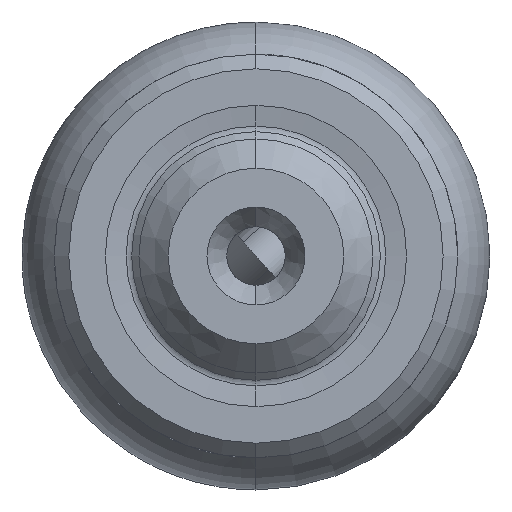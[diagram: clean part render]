
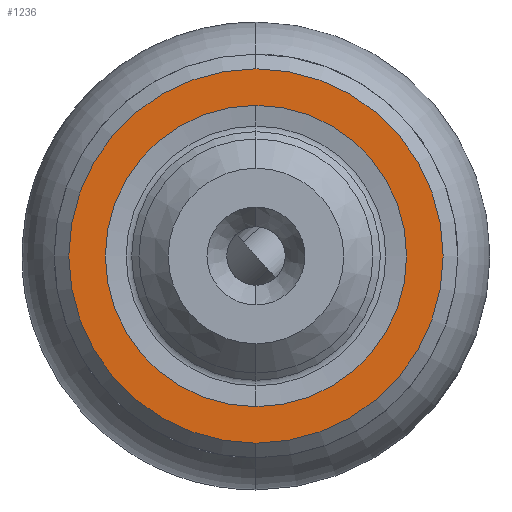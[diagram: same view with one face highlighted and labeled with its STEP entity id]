
A CAD part, left-side view. The second image highlights one B-rep face of the part: STEP entity #1236.
In plain terms, the highlighted planar face has unit normal (-1, 0, 0).
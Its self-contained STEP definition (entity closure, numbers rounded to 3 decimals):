
#23 = CARTESIAN_POINT ( 'NONE',  ( -27.1, 0., 0. ) ) ;
#30 = DIRECTION ( 'NONE',  ( 1., 0., 0. ) ) ;
#58 = ORIENTED_EDGE ( 'NONE', *, *, #2350, .F. ) ;
#68 = ORIENTED_EDGE ( 'NONE', *, *, #778, .F. ) ;
#186 = CIRCLE ( 'NONE', #410, 5.15 ) ;
#197 = CARTESIAN_POINT ( 'NONE',  ( -27.1, 0., 0. ) ) ;
#254 = CIRCLE ( 'NONE', #1823, 6.4 ) ;
#300 = EDGE_CURVE ( 'NONE', #1177, #2001, #2125, .T. ) ;
#391 = CARTESIAN_POINT ( 'NONE',  ( -27.1, 0., -5.15 ) ) ;
#410 = AXIS2_PLACEMENT_3D ( 'NONE', #23, #2414, #2317 ) ;
#730 = AXIS2_PLACEMENT_3D ( 'NONE', #2562, #2573, #1730 ) ;
#778 = EDGE_CURVE ( 'NONE', #2588, #2380, #254, .T. ) ;
#803 = DIRECTION ( 'NONE',  ( -1., 0., 0. ) ) ;
#873 = ORIENTED_EDGE ( 'NONE', *, *, #300, .T. ) ;
#894 = CARTESIAN_POINT ( 'NONE',  ( -27.1, 0., 6.4 ) ) ;
#973 = CARTESIAN_POINT ( 'NONE',  ( -27.1, 0., 5.15 ) ) ;
#1001 = CARTESIAN_POINT ( 'NONE',  ( -27.1, 6.4, 0. ) ) ;
#1019 = FACE_OUTER_BOUND ( 'NONE', #1625, .T. ) ;
#1099 = AXIS2_PLACEMENT_3D ( 'NONE', #1433, #2672, #2679 ) ;
#1146 = PLANE ( 'NONE',  #1734 ) ;
#1177 = VERTEX_POINT ( 'NONE', #973 ) ;
#1236 = ADVANCED_FACE ( 'NONE', ( #2176, #1019 ), #1146, .T. ) ;
#1294 = EDGE_LOOP ( 'NONE', ( #873, #2221 ) ) ;
#1433 = CARTESIAN_POINT ( 'NONE',  ( -27.1, 0., 0. ) ) ;
#1625 = EDGE_LOOP ( 'NONE', ( #68, #58 ) ) ;
#1730 = DIRECTION ( 'NONE',  ( 0., 0., -1. ) ) ;
#1734 = AXIS2_PLACEMENT_3D ( 'NONE', #1001, #803, #2687 ) ;
#1823 = AXIS2_PLACEMENT_3D ( 'NONE', #197, #30, #2481 ) ;
#2001 = VERTEX_POINT ( 'NONE', #391 ) ;
#2013 = CIRCLE ( 'NONE', #730, 6.4 ) ;
#2107 = EDGE_CURVE ( 'NONE', #2001, #1177, #186, .T. ) ;
#2125 = CIRCLE ( 'NONE', #1099, 5.15 ) ;
#2176 = FACE_BOUND ( 'NONE', #1294, .T. ) ;
#2221 = ORIENTED_EDGE ( 'NONE', *, *, #2107, .T. ) ;
#2256 = CARTESIAN_POINT ( 'NONE',  ( -27.1, 0., -6.4 ) ) ;
#2317 = DIRECTION ( 'NONE',  ( 0., 0., -1. ) ) ;
#2350 = EDGE_CURVE ( 'NONE', #2380, #2588, #2013, .T. ) ;
#2380 = VERTEX_POINT ( 'NONE', #894 ) ;
#2414 = DIRECTION ( 'NONE',  ( 1., 0., 0. ) ) ;
#2481 = DIRECTION ( 'NONE',  ( 0., 0., -1. ) ) ;
#2562 = CARTESIAN_POINT ( 'NONE',  ( -27.1, 0., 0. ) ) ;
#2573 = DIRECTION ( 'NONE',  ( 1., 0., 0. ) ) ;
#2588 = VERTEX_POINT ( 'NONE', #2256 ) ;
#2672 = DIRECTION ( 'NONE',  ( 1., 0., 0. ) ) ;
#2679 = DIRECTION ( 'NONE',  ( 0., 0., -1. ) ) ;
#2687 = DIRECTION ( 'NONE',  ( 0., 0., 1. ) ) ;
